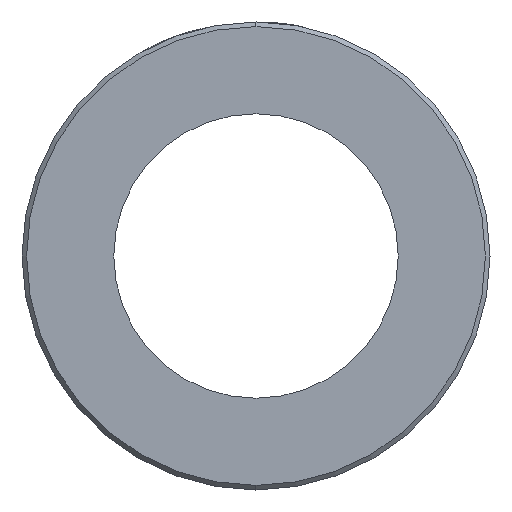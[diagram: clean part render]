
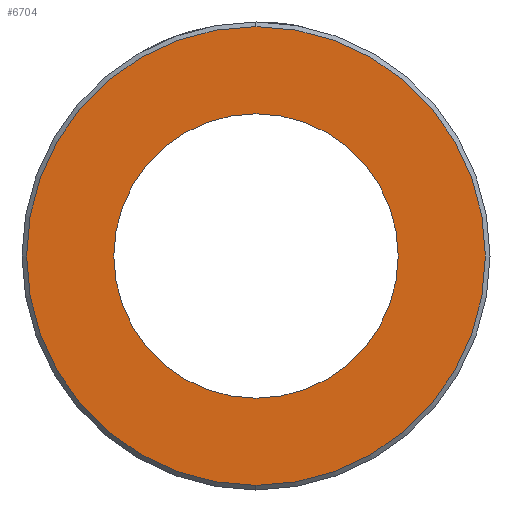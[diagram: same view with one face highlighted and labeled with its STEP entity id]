
A CAD part, left-side view. The second image highlights one B-rep face of the part: STEP entity #6704.
In plain terms, the highlighted planar face has unit normal (-1, 0, 0).
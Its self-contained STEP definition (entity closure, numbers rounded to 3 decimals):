
#1173 = CIRCLE ( 'NONE', #9776, 5. ) ;
#1180 = AXIS2_PLACEMENT_3D ( 'NONE', #8399, #3019, #6303 ) ;
#1337 = AXIS2_PLACEMENT_3D ( 'NONE', #7841, #2555, #12121 ) ;
#1812 = FACE_OUTER_BOUND ( 'NONE', #2556, .T. ) ;
#2186 = VERTEX_POINT ( 'NONE', #10699 ) ;
#2522 = AXIS2_PLACEMENT_3D ( 'NONE', #11852, #5482, #6405 ) ;
#2555 = DIRECTION ( 'NONE',  ( -1., 0., 0. ) ) ;
#2556 = EDGE_LOOP ( 'NONE', ( #4465, #3426 ) ) ;
#2636 = EDGE_LOOP ( 'NONE', ( #8692, #12146 ) ) ;
#2895 = CARTESIAN_POINT ( 'NONE',  ( 0., 5.1, 0. ) ) ;
#3019 = DIRECTION ( 'NONE',  ( -1., 0., 0. ) ) ;
#3055 = DIRECTION ( 'NONE',  ( -1., 0., 0. ) ) ;
#3426 = ORIENTED_EDGE ( 'NONE', *, *, #7028, .T. ) ;
#3852 = CIRCLE ( 'NONE', #1337, 3.1 ) ;
#4085 = CARTESIAN_POINT ( 'NONE',  ( 0., 0., 0. ) ) ;
#4165 = EDGE_CURVE ( 'NONE', #2186, #6851, #3852, .T. ) ;
#4465 = ORIENTED_EDGE ( 'NONE', *, *, #5143, .T. ) ;
#4600 = CIRCLE ( 'NONE', #1180, 3.1 ) ;
#4700 = PLANE ( 'NONE',  #8371 ) ;
#5015 = DIRECTION ( 'NONE',  ( 0., 0., -1. ) ) ;
#5143 = EDGE_CURVE ( 'NONE', #13262, #8019, #1173, .T. ) ;
#5270 = CIRCLE ( 'NONE', #2522, 5. ) ;
#5396 = CARTESIAN_POINT ( 'NONE',  ( 0., 0., 5. ) ) ;
#5482 = DIRECTION ( 'NONE',  ( -1., 0., 0. ) ) ;
#6303 = DIRECTION ( 'NONE',  ( 0., 0., 1. ) ) ;
#6405 = DIRECTION ( 'NONE',  ( 0., 0., -1. ) ) ;
#6704 = ADVANCED_FACE ( 'NONE', ( #1812, #7781 ), #4700, .F. ) ;
#6851 = VERTEX_POINT ( 'NONE', #11560 ) ;
#7028 = EDGE_CURVE ( 'NONE', #8019, #13262, #5270, .T. ) ;
#7204 = DIRECTION ( 'NONE',  ( 1., 0., 0. ) ) ;
#7336 = DIRECTION ( 'NONE',  ( 0., 0., -1. ) ) ;
#7547 = EDGE_CURVE ( 'NONE', #6851, #2186, #4600, .T. ) ;
#7660 = CARTESIAN_POINT ( 'NONE',  ( 0., 0., -5. ) ) ;
#7781 = FACE_BOUND ( 'NONE', #2636, .T. ) ;
#7841 = CARTESIAN_POINT ( 'NONE',  ( 0., 0., 0. ) ) ;
#8019 = VERTEX_POINT ( 'NONE', #5396 ) ;
#8371 = AXIS2_PLACEMENT_3D ( 'NONE', #2895, #7204, #5015 ) ;
#8399 = CARTESIAN_POINT ( 'NONE',  ( 0., 0., 0. ) ) ;
#8692 = ORIENTED_EDGE ( 'NONE', *, *, #7547, .F. ) ;
#9776 = AXIS2_PLACEMENT_3D ( 'NONE', #4085, #3055, #7336 ) ;
#10699 = CARTESIAN_POINT ( 'NONE',  ( 0., 0., -3.1 ) ) ;
#11560 = CARTESIAN_POINT ( 'NONE',  ( 0., 0., 3.1 ) ) ;
#11852 = CARTESIAN_POINT ( 'NONE',  ( 0., 0., 0. ) ) ;
#12121 = DIRECTION ( 'NONE',  ( 0., 0., 1. ) ) ;
#12146 = ORIENTED_EDGE ( 'NONE', *, *, #4165, .F. ) ;
#13262 = VERTEX_POINT ( 'NONE', #7660 ) ;
